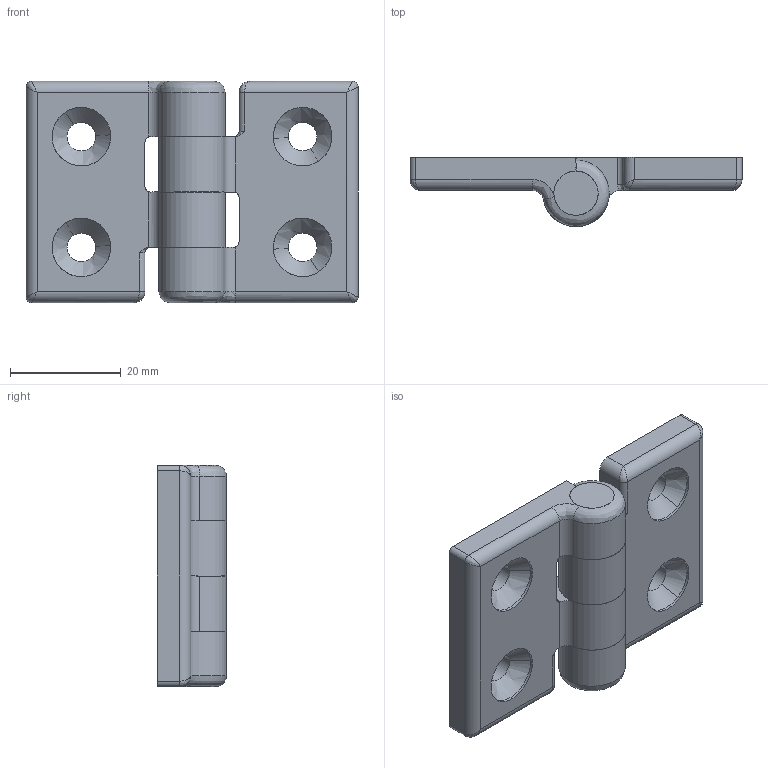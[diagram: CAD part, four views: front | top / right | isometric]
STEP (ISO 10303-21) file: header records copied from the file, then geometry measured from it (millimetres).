
FILE_DESCRIPTION( (''), '2;1');
FILE_NAME ('PC013.736.TH_141_2B_19250.stp','2023-08-17T11:50:21',(''),(''),'spGate 19.8.4 (****-****-****-****)','','');
FILE_SCHEMA (('AUTOMOTIVE_DESIGN'));
Length unit declared in the file: millimetre
Products named in the file (4): Assembly; cap; hinge pieces; shaft
Assembly tree (5 placements, depth 2):
  Assembly
    cap  x2
    hinge pieces  x2
    shaft
Bounding box: 60 x 12.5 x 40 mm (x, y, z)
Volume: 12615.7 mm3; surface area: 11168.6 mm2
Topology: 5 solids, 5 shells, 198 faces, 530 edges, 350 vertices
Faces by surface type: plane 100, cylinder 76, bspline 22
Entity records: 5635 total; most frequent: CARTESIAN_POINT 880, DIRECTION 542, ORIENTED_EDGE 532, COLOUR_RGB 370, PRESENTATION_STYLE_ASSIGNMENT 370, STYLED_ITEM 370, EDGE_CURVE 266, DRAUGHTING_PRE_DEFINED_CURVE_FONT 266
